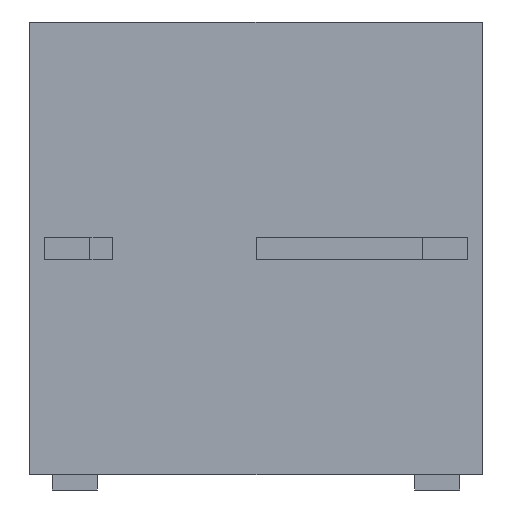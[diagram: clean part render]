
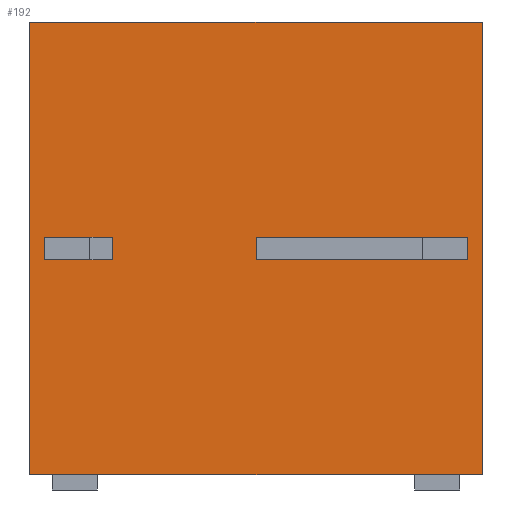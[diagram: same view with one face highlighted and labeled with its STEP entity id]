
A CAD part, front view. The second image highlights one B-rep face of the part: STEP entity #192.
In plain terms, the highlighted planar face has unit normal (0, -1, 0).
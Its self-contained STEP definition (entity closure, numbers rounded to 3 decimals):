
#41 = ORIENTED_EDGE ( 'NONE', *, *, #934, .F. ) ;
#55 = ORIENTED_EDGE ( 'NONE', *, *, #1044, .F. ) ;
#58 = EDGE_LOOP ( 'NONE', ( #41, #820, #2191, #1040 ) ) ;
#82 = VERTEX_POINT ( 'NONE', #1387 ) ;
#88 = ORIENTED_EDGE ( 'NONE', *, *, #1515, .T. ) ;
#94 = VERTEX_POINT ( 'NONE', #1454 ) ;
#103 = EDGE_CURVE ( 'NONE', #921, #795, #1536, .T. ) ;
#139 = EDGE_CURVE ( 'NONE', #283, #1054, #1811, .T. ) ;
#143 = VERTEX_POINT ( 'NONE', #1828 ) ;
#192 = ADVANCED_FACE ( 'NONE', ( #2123, #2124, #2125 ), #2126, .T. ) ;
#209 = ORIENTED_EDGE ( 'NONE', *, *, #288, .F. ) ;
#214 = ORIENTED_EDGE ( 'NONE', *, *, #103, .F. ) ;
#230 = EDGE_LOOP ( 'NONE', ( #55, #930, #870, #88 ) ) ;
#255 = VERTEX_POINT ( 'NONE', #497 ) ;
#283 = VERTEX_POINT ( 'NONE', #634 ) ;
#288 = EDGE_CURVE ( 'NONE', #1054, #921, #666, .T. ) ;
#315 = VERTEX_POINT ( 'NONE', #1566 ) ;
#358 = CARTESIAN_POINT ( 'NONE',  ( -2.2, 0., 0.15 ) ) ;
#359 = VECTOR ( 'NONE', #360, 1000. ) ;
#360 = DIRECTION ( 'NONE',  ( 0., 0., -1. ) ) ;
#378 = LINE ( 'NONE', #379, #380 ) ;
#379 = CARTESIAN_POINT ( 'NONE',  ( -2.2, 0., 0.15 ) ) ;
#380 = VECTOR ( 'NONE', #381, 1000. ) ;
#381 = DIRECTION ( 'NONE',  ( -1., 0., 0. ) ) ;
#438 = CARTESIAN_POINT ( 'NONE',  ( -2.8, 0., -0.15 ) ) ;
#448 = VERTEX_POINT ( 'NONE', #1930 ) ;
#497 = CARTESIAN_POINT ( 'NONE',  ( 2.2, 0., -0.15 ) ) ;
#553 = CARTESIAN_POINT ( 'NONE',  ( 2.8, 0., -0.15 ) ) ;
#634 = CARTESIAN_POINT ( 'NONE',  ( -3., 0., 3. ) ) ;
#635 = ORIENTED_EDGE ( 'NONE', *, *, #992, .F. ) ;
#639 = LINE ( 'NONE', #640, #641 ) ;
#640 = CARTESIAN_POINT ( 'NONE',  ( -2.2, 0., -0.15 ) ) ;
#641 = VECTOR ( 'NONE', #642, 1000. ) ;
#642 = DIRECTION ( 'NONE',  ( -1., 0., 0. ) ) ;
#666 = LINE ( 'NONE', #667, #668 ) ;
#667 = CARTESIAN_POINT ( 'NONE',  ( 3., 0., 3. ) ) ;
#668 = VECTOR ( 'NONE', #669, 1000. ) ;
#669 = DIRECTION ( 'NONE',  ( 0., 0., -1. ) ) ;
#795 = VERTEX_POINT ( 'NONE', #2131 ) ;
#820 = ORIENTED_EDGE ( 'NONE', *, *, #928, .T. ) ;
#824 = ORIENTED_EDGE ( 'NONE', *, *, #139, .F. ) ;
#868 = EDGE_CURVE ( 'NONE', #94, #315, #2347, .T. ) ;
#870 = ORIENTED_EDGE ( 'NONE', *, *, #868, .T. ) ;
#873 = EDGE_CURVE ( 'NONE', #94, #143, #378, .T. ) ;
#921 = VERTEX_POINT ( 'NONE', #1272 ) ;
#928 = EDGE_CURVE ( 'NONE', #82, #1314, #1287, .T. ) ;
#930 = ORIENTED_EDGE ( 'NONE', *, *, #873, .F. ) ;
#934 = EDGE_CURVE ( 'NONE', #82, #448, #1317, .T. ) ;
#992 = EDGE_CURVE ( 'NONE', #795, #283, #1631, .T. ) ;
#1040 = ORIENTED_EDGE ( 'NONE', *, *, #1042, .F. ) ;
#1042 = EDGE_CURVE ( 'NONE', #448, #255, #2005, .T. ) ;
#1044 = EDGE_CURVE ( 'NONE', #143, #1091, #2025, .T. ) ;
#1054 = VERTEX_POINT ( 'NONE', #2094 ) ;
#1091 = VERTEX_POINT ( 'NONE', #438 ) ;
#1272 = CARTESIAN_POINT ( 'NONE',  ( 3., 0., -3. ) ) ;
#1287 = LINE ( 'NONE', #1288, #1298 ) ;
#1288 = CARTESIAN_POINT ( 'NONE',  ( 2.8, 0., 0.15 ) ) ;
#1298 = VECTOR ( 'NONE', #1299, 1000. ) ;
#1299 = DIRECTION ( 'NONE',  ( 0., 0., -1. ) ) ;
#1314 = VERTEX_POINT ( 'NONE', #553 ) ;
#1317 = LINE ( 'NONE', #1318, #1319 ) ;
#1318 = CARTESIAN_POINT ( 'NONE',  ( 2.2, 0., 0.15 ) ) ;
#1319 = VECTOR ( 'NONE', #1320, 1000. ) ;
#1320 = DIRECTION ( 'NONE',  ( -1., 0., 0. ) ) ;
#1387 = CARTESIAN_POINT ( 'NONE',  ( 2.8, 0., 0.15 ) ) ;
#1454 = CARTESIAN_POINT ( 'NONE',  ( -2.2, 0., 0.15 ) ) ;
#1515 = EDGE_CURVE ( 'NONE', #315, #1091, #639, .T. ) ;
#1536 = LINE ( 'NONE', #1537, #1538 ) ;
#1537 = CARTESIAN_POINT ( 'NONE',  ( -3., 0., -3. ) ) ;
#1538 = VECTOR ( 'NONE', #1539, 1000. ) ;
#1539 = DIRECTION ( 'NONE',  ( -1., 0., 0. ) ) ;
#1566 = CARTESIAN_POINT ( 'NONE',  ( -2.2, 0., -0.15 ) ) ;
#1631 = LINE ( 'NONE', #1632, #1633 ) ;
#1632 = CARTESIAN_POINT ( 'NONE',  ( -3., 0., 3. ) ) ;
#1633 = VECTOR ( 'NONE', #1634, 1000. ) ;
#1634 = DIRECTION ( 'NONE',  ( 0., 0., 1. ) ) ;
#1651 = LINE ( 'NONE', #1652, #1653 ) ;
#1652 = CARTESIAN_POINT ( 'NONE',  ( 2.2, 0., -0.15 ) ) ;
#1653 = VECTOR ( 'NONE', #1655, 1000. ) ;
#1655 = DIRECTION ( 'NONE',  ( -1., 0., 0. ) ) ;
#1811 = LINE ( 'NONE', #1812, #1814 ) ;
#1812 = CARTESIAN_POINT ( 'NONE',  ( -3., 0., 3. ) ) ;
#1814 = VECTOR ( 'NONE', #1815, 1000. ) ;
#1815 = DIRECTION ( 'NONE',  ( 1., 0., 0. ) ) ;
#1828 = CARTESIAN_POINT ( 'NONE',  ( -2.8, 0., 0.15 ) ) ;
#1923 = EDGE_LOOP ( 'NONE', ( #635, #214, #209, #824 ) ) ;
#1930 = CARTESIAN_POINT ( 'NONE',  ( 2.2, 0., 0.15 ) ) ;
#1944 = EDGE_CURVE ( 'NONE', #1314, #255, #1651, .T. ) ;
#2005 = LINE ( 'NONE', #2006, #2007 ) ;
#2006 = CARTESIAN_POINT ( 'NONE',  ( 2.2, 0., 0.15 ) ) ;
#2007 = VECTOR ( 'NONE', #2008, 1000. ) ;
#2008 = DIRECTION ( 'NONE',  ( 0., 0., -1. ) ) ;
#2025 = LINE ( 'NONE', #2026, #2027 ) ;
#2026 = CARTESIAN_POINT ( 'NONE',  ( -2.8, 0., 0.15 ) ) ;
#2027 = VECTOR ( 'NONE', #2028, 1000. ) ;
#2028 = DIRECTION ( 'NONE',  ( 0., 0., -1. ) ) ;
#2094 = CARTESIAN_POINT ( 'NONE',  ( 3., 0., 3. ) ) ;
#2123 = FACE_OUTER_BOUND ( 'NONE', #1923, .T. ) ;
#2124 = FACE_BOUND ( 'NONE', #58, .T. ) ;
#2125 = FACE_BOUND ( 'NONE', #230, .T. ) ;
#2126 = PLANE ( 'NONE',  #2127 ) ;
#2127 = AXIS2_PLACEMENT_3D ( 'NONE', #2128, #2129, #2130 ) ;
#2128 = CARTESIAN_POINT ( 'NONE',  ( -3., 0., -3. ) ) ;
#2129 = DIRECTION ( 'NONE',  ( 0., -1., 0. ) ) ;
#2130 = DIRECTION ( 'NONE',  ( 0., 0., -1. ) ) ;
#2131 = CARTESIAN_POINT ( 'NONE',  ( -3., 0., -3. ) ) ;
#2191 = ORIENTED_EDGE ( 'NONE', *, *, #1944, .T. ) ;
#2347 = LINE ( 'NONE', #358, #359 ) ;
